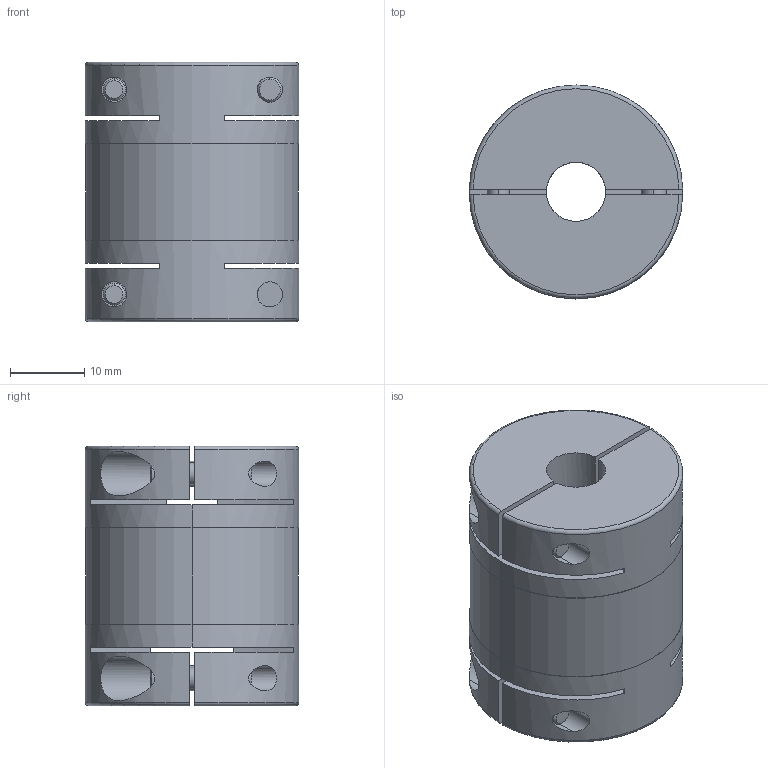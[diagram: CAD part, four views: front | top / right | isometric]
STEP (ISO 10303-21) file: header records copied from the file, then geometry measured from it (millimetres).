
FILE_DESCRIPTION (( 'STEP AP203' ), '1' );
FILE_NAME ('SHR-29C-8-12.step', '2021-04-15T12:30:46', ( '' ), ( '' ), 'SwSTEP 2.0', 'SolidWorks 2021', '' );
FILE_SCHEMA (( 'CONFIG_CONTROL_DESIGN' ));
Length unit declared in the file: millimetre
Products named in the file (1): SHR-29C-8-12
Bounding box: 28.8 x 28.8 x 35 mm (x, y, z)
Volume: 17461.8 mm3; surface area: 8964.9 mm2
Topology: 1 solids, 1 shells, 145 faces, 354 edges, 231 vertices
Faces by surface type: plane 70, cylinder 57, cone 14, torus 4
Entity records: 5449 total; most frequent: CARTESIAN_POINT 1838, DIRECTION 768, ORIENTED_EDGE 708, EDGE_CURVE 354, AXIS2_PLACEMENT_3D 293, VERTEX_POINT 231, LINE 182, VECTOR 182
